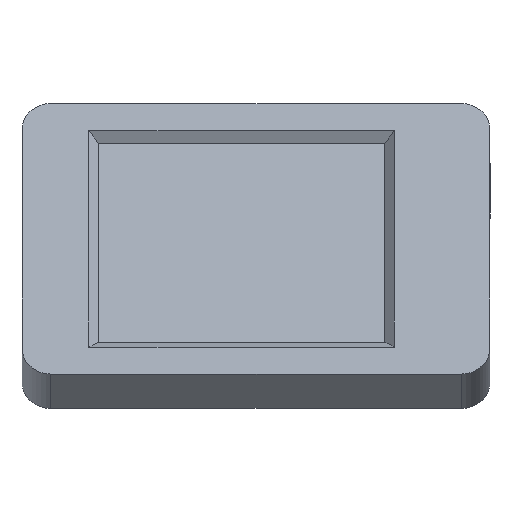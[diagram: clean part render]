
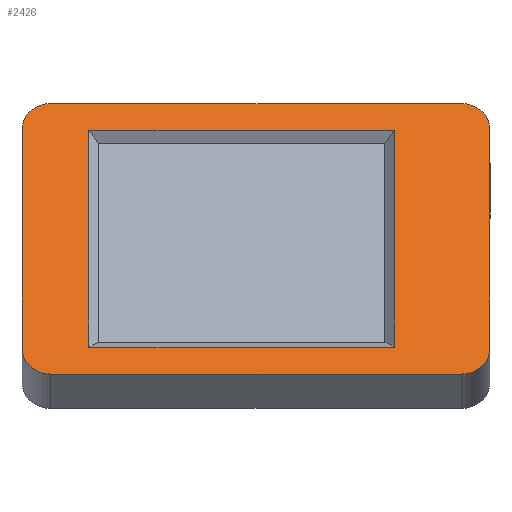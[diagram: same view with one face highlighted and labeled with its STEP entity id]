
A CAD part, front view. The second image highlights one B-rep face of the part: STEP entity #2426.
In plain terms, the highlighted face is planar.
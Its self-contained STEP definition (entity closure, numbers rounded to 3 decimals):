
#89=FACE_BOUND('',#397,.T.);
#140=PLANE('',#2616);
#246=FACE_OUTER_BOUND('',#396,.T.);
#396=EDGE_LOOP('',(#1870,#1871,#1872,#1873,#1874,#1875,#1876,#1877));
#397=EDGE_LOOP('',(#1878,#1879,#1880,#1881));
#564=LINE('',#3552,#818);
#589=LINE('',#3619,#843);
#593=LINE('',#3627,#847);
#596=LINE('',#3633,#850);
#600=LINE('',#3639,#854);
#601=LINE('',#3645,#855);
#602=LINE('',#3650,#856);
#603=LINE('',#3653,#857);
#818=VECTOR('',#2913,10.);
#843=VECTOR('',#2974,10.);
#847=VECTOR('',#2980,10.);
#850=VECTOR('',#2985,10.);
#854=VECTOR('',#2991,10.);
#855=VECTOR('',#2996,10.);
#856=VECTOR('',#3001,10.);
#857=VECTOR('',#3004,10.);
#1047=CIRCLE('',#2617,6.);
#1048=CIRCLE('',#2618,6.);
#1049=CIRCLE('',#2619,6.);
#1050=CIRCLE('',#2620,6.);
#1131=VERTEX_POINT('',#3546);
#1133=VERTEX_POINT('',#3550);
#1156=VERTEX_POINT('',#3617);
#1157=VERTEX_POINT('',#3618);
#1160=VERTEX_POINT('',#3626);
#1162=VERTEX_POINT('',#3632);
#1164=VERTEX_POINT('',#3641);
#1165=VERTEX_POINT('',#3642);
#1166=VERTEX_POINT('',#3644);
#1167=VERTEX_POINT('',#3647);
#1168=VERTEX_POINT('',#3649);
#1169=VERTEX_POINT('',#3651);
#1389=EDGE_CURVE('',#1131,#1133,#564,.T.);
#1421=EDGE_CURVE('',#1156,#1157,#589,.T.);
#1425=EDGE_CURVE('',#1157,#1160,#593,.T.);
#1428=EDGE_CURVE('',#1160,#1162,#596,.T.);
#1432=EDGE_CURVE('',#1162,#1156,#600,.T.);
#1433=EDGE_CURVE('',#1164,#1165,#1047,.T.);
#1434=EDGE_CURVE('',#1164,#1166,#601,.T.);
#1435=EDGE_CURVE('',#1131,#1166,#1048,.T.);
#1436=EDGE_CURVE('',#1167,#1133,#1049,.T.);
#1437=EDGE_CURVE('',#1167,#1168,#602,.T.);
#1438=EDGE_CURVE('',#1169,#1168,#1050,.T.);
#1439=EDGE_CURVE('',#1169,#1165,#603,.T.);
#1870=ORIENTED_EDGE('',*,*,#1433,.F.);
#1871=ORIENTED_EDGE('',*,*,#1434,.T.);
#1872=ORIENTED_EDGE('',*,*,#1435,.F.);
#1873=ORIENTED_EDGE('',*,*,#1389,.T.);
#1874=ORIENTED_EDGE('',*,*,#1436,.F.);
#1875=ORIENTED_EDGE('',*,*,#1437,.T.);
#1876=ORIENTED_EDGE('',*,*,#1438,.F.);
#1877=ORIENTED_EDGE('',*,*,#1439,.T.);
#1878=ORIENTED_EDGE('',*,*,#1421,.F.);
#1879=ORIENTED_EDGE('',*,*,#1432,.F.);
#1880=ORIENTED_EDGE('',*,*,#1428,.F.);
#1881=ORIENTED_EDGE('',*,*,#1425,.F.);
#2426=ADVANCED_FACE('',(#246,#89),#140,.T.);
#2616=AXIS2_PLACEMENT_3D('',#3640,#2992,#2993);
#2617=AXIS2_PLACEMENT_3D('',#3643,#2994,#2995);
#2618=AXIS2_PLACEMENT_3D('',#3646,#2997,#2998);
#2619=AXIS2_PLACEMENT_3D('',#3648,#2999,#3000);
#2620=AXIS2_PLACEMENT_3D('',#3652,#3002,#3003);
#2913=DIRECTION('',(1.,0.,0.));
#2974=DIRECTION('',(1.,0.,0.));
#2980=DIRECTION('',(0.,1.,0.));
#2985=DIRECTION('',(-1.,0.,0.));
#2991=DIRECTION('',(0.,-1.,0.));
#2992=DIRECTION('center_axis',(0.,0.,1.));
#2993=DIRECTION('ref_axis',(1.,0.,0.));
#2994=DIRECTION('center_axis',(0.,0.,-1.));
#2995=DIRECTION('ref_axis',(-0.707,0.707,0.));
#2996=DIRECTION('',(0.,-1.,0.));
#2997=DIRECTION('center_axis',(0.,0.,-1.));
#2998=DIRECTION('ref_axis',(-0.707,-0.707,0.));
#2999=DIRECTION('center_axis',(0.,0.,-1.));
#3000=DIRECTION('ref_axis',(0.707,-0.707,0.));
#3001=DIRECTION('',(0.,1.,0.));
#3002=DIRECTION('center_axis',(0.,0.,-1.));
#3003=DIRECTION('ref_axis',(0.707,0.707,0.));
#3004=DIRECTION('',(-1.,0.,0.));
#3546=CARTESIAN_POINT('',(-25.25,-49.,8.));
#3550=CARTESIAN_POINT('',(25.25,-49.,8.));
#3552=CARTESIAN_POINT('',(-15.625,-49.,8.));
#3617=CARTESIAN_POINT('',(-25.,-29.,8.));
#3618=CARTESIAN_POINT('',(25.,-29.,8.));
#3619=CARTESIAN_POINT('',(11.5,-29.,8.));
#3626=CARTESIAN_POINT('',(25.,35.,8.));
#3627=CARTESIAN_POINT('',(25.,16.5,8.));
#3632=CARTESIAN_POINT('',(-25.,35.,8.));
#3633=CARTESIAN_POINT('',(-11.5,35.,8.));
#3639=CARTESIAN_POINT('',(-25.,-13.5,8.));
#3640=CARTESIAN_POINT('Origin',(0.,0.,
8.));
#3641=CARTESIAN_POINT('',(-31.25,43.,8.));
#3642=CARTESIAN_POINT('',(-25.25,49.,8.));
#3643=CARTESIAN_POINT('Origin',(-25.25,43.,8.));
#3644=CARTESIAN_POINT('',(-31.25,-43.,8.));
#3645=CARTESIAN_POINT('',(-31.25,24.5,8.));
#3646=CARTESIAN_POINT('Origin',(-25.25,-43.,8.));
#3647=CARTESIAN_POINT('',(31.25,-43.,8.));
#3648=CARTESIAN_POINT('Origin',(25.25,-43.,8.));
#3649=CARTESIAN_POINT('',(31.25,43.,8.));
#3650=CARTESIAN_POINT('',(31.25,-24.5,8.));
#3651=CARTESIAN_POINT('',(25.25,49.,8.));
#3652=CARTESIAN_POINT('Origin',(25.25,43.,8.));
#3653=CARTESIAN_POINT('',(15.625,49.,8.));
